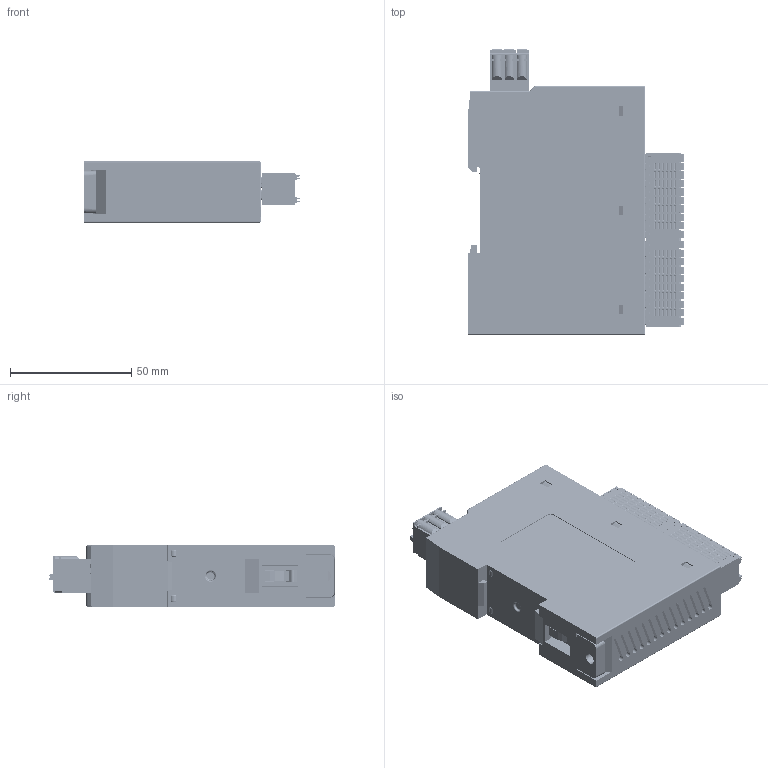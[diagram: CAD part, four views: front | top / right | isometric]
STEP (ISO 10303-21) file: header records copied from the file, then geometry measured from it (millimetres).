
FILE_DESCRIPTION(/* description */ (''),/* implementation_level */ '2;1');
FILE_NAME(/* name */ '',/* time_stamp */ '2022-06-20T18:30:33+08:00',/* author */ (''),/* organization */ (''),/* preprocessor_version */ 'ST-DEVELOPER v14',/* originating_system */ 'SIEMENS PLM Software NX 8.0',/* authorisation */ '');
FILE_SCHEMA (('AUTOMOTIVE_DESIGN { 1 0 10303 214 3 1 1 1 }'));
Products named in the file (1): Admi41E848ECrtqz
Bounding box: 88.98 x 117.8 x 25.2 mm (x, y, z)
Volume: 190115.8 mm3; surface area: 56007.6 mm2
Topology: 4 solids, 164 shells, 9382 faces, 24334 edges, 15711 vertices
Faces by surface type: plane 6255, cylinder 2162, torus 375, bspline 328, cone 178, sphere 84
Full cylindrical faces by diameter (mm): 2.5 x3, 2.8 x3, 3 x3, 3.05 x40, 3.3 x3, 4 x3, 4.5 x1
Entity records: 299814 total; most frequent: CARTESIAN_POINT 71426, ORIENTED_EDGE 47878, DIRECTION 46133, EDGE_CURVE 23939, LINE 17317, VECTOR 17317, VERTEX_POINT 15627, AXIS2_PLACEMENT_3D 14408
